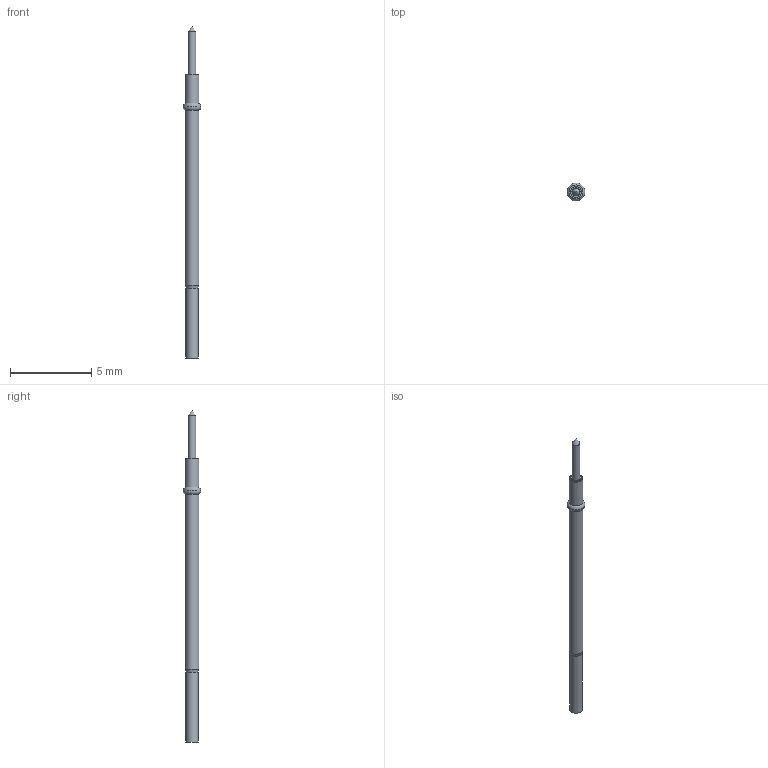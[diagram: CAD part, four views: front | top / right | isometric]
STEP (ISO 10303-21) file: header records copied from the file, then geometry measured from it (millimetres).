
FILE_DESCRIPTION(('R50-2W7-P50-B1'),'2;1');
FILE_NAME('Pogopin R50-2W7 socket with P50-B1 pin.','2021-05-19T21:28:19',('Mario DE WEERD'),(''),(' '),'FreeCAD','CC-BY-SA');
FILE_SCHEMA(('AUTOMOTIVE_DESIGN_CC2 { 1 2 10303 214 -1 1 5 4 }'));
Length unit declared in the file: millimetre
Products named in the file (3): R50-2W7-P50-B1
Assembly tree (2 placements, depth 2):
  R50-2W7-P50-B1
    R50-2W7-P50-B1
    R50-2W7-P50-B1
Bounding box: 1.11 x 1.11 x 20.49 mm (x, y, z)
Volume: 8.1 mm3; surface area: 131.5 mm2
Topology: 2 solids, 2 shells, 17 faces, 27 edges, 16 vertices
Faces by surface type: cylinder 7, plane 6, torus 2, cone 2
Full cylindrical faces by diameter (mm): 0.48 x1, 0.5 x1, 0.68 x1, 0.7 x1, 0.75 x1, 0.86 x2
Entity records: 765 total; most frequent: DIRECTION 133, CARTESIAN_POINT 116, ORIENTED_EDGE 52, PCURVE 52, DEFINITIONAL_REPRESENTATION 52, LINE 50, VECTOR 50, AXIS2_PLACEMENT_3D 37
